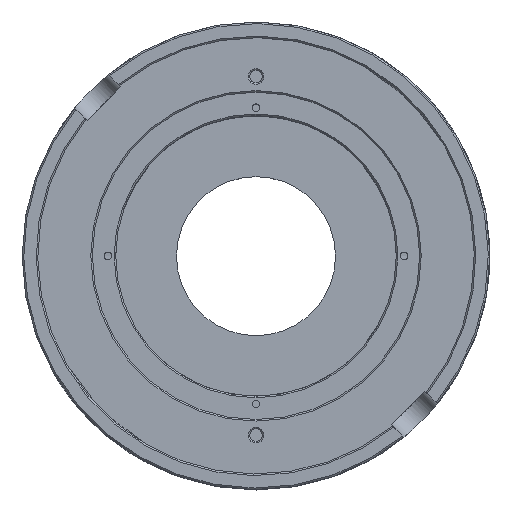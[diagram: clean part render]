
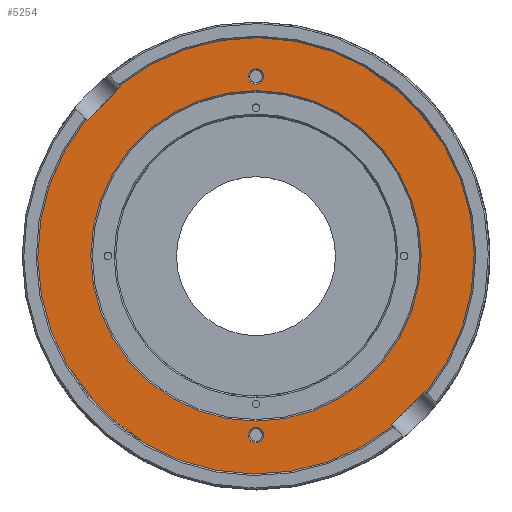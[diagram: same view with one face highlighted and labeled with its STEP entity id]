
A CAD part, top view. The second image highlights one B-rep face of the part: STEP entity #5254.
In plain terms, the highlighted planar face has unit normal (0, 0, 1).
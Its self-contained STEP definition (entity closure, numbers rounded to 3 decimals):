
#39=PLANE('',#5568);
#177=LINE('',#7142,#274);
#182=LINE('',#7150,#279);
#184=LINE('',#7162,#281);
#204=LINE('',#7882,#301);
#205=LINE('',#7884,#302);
#206=LINE('',#7886,#303);
#274=VECTOR('',#6023,1000.);
#279=VECTOR('',#6030,1000.);
#281=VECTOR('',#6034,1000.);
#301=VECTOR('',#6160,1000.);
#302=VECTOR('',#6161,1000.);
#303=VECTOR('',#6162,1000.);
#365=CIRCLE('',#5494,70.);
#413=CIRCLE('',#5569,70.);
#414=CIRCLE('',#5570,53.);
#415=CIRCLE('',#5571,2.5);
#416=CIRCLE('',#5572,2.5);
#754=ORIENTED_EDGE('',*,*,#1449,.F.);
#755=ORIENTED_EDGE('',*,*,#1580,.T.);
#756=ORIENTED_EDGE('',*,*,#1581,.F.);
#757=ORIENTED_EDGE('',*,*,#1582,.T.);
#758=ORIENTED_EDGE('',*,*,#1583,.F.);
#759=ORIENTED_EDGE('',*,*,#1479,.T.);
#760=ORIENTED_EDGE('',*,*,#1474,.F.);
#761=ORIENTED_EDGE('',*,*,#1483,.T.);
#762=ORIENTED_EDGE('',*,*,#1584,.T.);
#763=ORIENTED_EDGE('',*,*,#1585,.T.);
#764=ORIENTED_EDGE('',*,*,#1586,.T.);
#1449=EDGE_CURVE('',#1877,#1878,#365,.T.);
#1474=EDGE_CURVE('',#1901,#1902,#177,.T.);
#1479=EDGE_CURVE('',#1903,#1902,#182,.T.);
#1483=EDGE_CURVE('',#1901,#1878,#184,.T.);
#1580=EDGE_CURVE('',#1877,#1995,#204,.T.);
#1581=EDGE_CURVE('',#1996,#1995,#205,.T.);
#1582=EDGE_CURVE('',#1996,#1997,#206,.T.);
#1583=EDGE_CURVE('',#1903,#1997,#413,.T.);
#1584=EDGE_CURVE('',#1998,#1998,#414,.T.);
#1585=EDGE_CURVE('',#1999,#1999,#415,.T.);
#1586=EDGE_CURVE('',#2000,#2000,#416,.T.);
#1877=VERTEX_POINT('',#7043);
#1878=VERTEX_POINT('',#7045);
#1901=VERTEX_POINT('',#7141);
#1902=VERTEX_POINT('',#7143);
#1903=VERTEX_POINT('',#7147);
#1995=VERTEX_POINT('',#7883);
#1996=VERTEX_POINT('',#7885);
#1997=VERTEX_POINT('',#7887);
#1998=VERTEX_POINT('',#7890);
#1999=VERTEX_POINT('',#7892);
#2000=VERTEX_POINT('',#7894);
#2398=EDGE_LOOP('',(#754,#755,#756,#757,#758,#759,#760,#761));
#2399=EDGE_LOOP('',(#762));
#2400=EDGE_LOOP('',(#763));
#2401=EDGE_LOOP('',(#764));
#2884=FACE_BOUND('',#2398,.T.);
#2885=FACE_BOUND('',#2399,.T.);
#2886=FACE_BOUND('',#2400,.T.);
#2887=FACE_BOUND('',#2401,.T.);
#5254=ADVANCED_FACE('',(#2884,#2885,#2886,#2887),#39,.F.);
#5494=AXIS2_PLACEMENT_3D('',#7044,#5977,#5978);
#5568=AXIS2_PLACEMENT_3D('',#7881,#6158,#6159);
#5569=AXIS2_PLACEMENT_3D('',#7888,#6163,#6164);
#5570=AXIS2_PLACEMENT_3D('',#7889,#6165,#6166);
#5571=AXIS2_PLACEMENT_3D('',#7891,#6167,#6168);
#5572=AXIS2_PLACEMENT_3D('',#7893,#6169,#6170);
#5977=DIRECTION('',(0.,0.,-1.));
#5978=DIRECTION('',(1.,0.,0.));
#6023=DIRECTION('',(0.707,0.707,0.));
#6030=DIRECTION('',(0.707,-0.707,0.));
#6034=DIRECTION('',(-0.707,0.707,0.));
#6158=DIRECTION('',(0.,0.,-1.));
#6159=DIRECTION('',(-1.,0.,0.));
#6160=DIRECTION('',(-0.707,0.707,0.));
#6161=DIRECTION('',(-0.707,-0.707,0.));
#6162=DIRECTION('',(0.707,-0.707,0.));
#6163=DIRECTION('',(0.,0.,-1.));
#6164=DIRECTION('',(1.,0.,0.));
#6165=DIRECTION('',(0.,0.,-1.));
#6166=DIRECTION('',(-1.,0.,0.));
#6167=DIRECTION('',(0.,0.,-1.));
#6168=DIRECTION('',(-1.,0.,0.));
#6169=DIRECTION('',(0.,0.,-1.));
#6170=DIRECTION('',(-1.,0.,0.));
#7043=CARTESIAN_POINT('',(43.811,-54.595,59.8));
#7044=CARTESIAN_POINT('',(0.,0.,59.8));
#7045=CARTESIAN_POINT('',(-54.595,43.811,59.8));
#7141=CARTESIAN_POINT('',(-54.182,43.399,59.8));
#7142=CARTESIAN_POINT('',(-48.79,48.79,59.8));
#7143=CARTESIAN_POINT('',(-43.399,54.182,59.8));
#7147=CARTESIAN_POINT('',(-43.811,54.595,59.8));
#7150=CARTESIAN_POINT('',(5.392,5.392,59.8));
#7162=CARTESIAN_POINT('',(-5.392,-5.392,59.8));
#7881=CARTESIAN_POINT('',(0.,0.,59.8));
#7882=CARTESIAN_POINT('',(-5.392,-5.392,59.8));
#7883=CARTESIAN_POINT('',(43.399,-54.182,59.8));
#7884=CARTESIAN_POINT('',(48.79,-48.79,59.8));
#7885=CARTESIAN_POINT('',(54.182,-43.399,59.8));
#7886=CARTESIAN_POINT('',(5.392,5.392,59.8));
#7887=CARTESIAN_POINT('',(54.595,-43.811,59.8));
#7888=CARTESIAN_POINT('',(0.,0.,59.8));
#7889=CARTESIAN_POINT('',(0.,0.,59.8));
#7890=CARTESIAN_POINT('',(-53.,0.,59.8));
#7891=CARTESIAN_POINT('',(0.,-57.5,59.8));
#7892=CARTESIAN_POINT('',(-2.5,-57.5,59.8));
#7893=CARTESIAN_POINT('',(0.,57.5,59.8));
#7894=CARTESIAN_POINT('',(-2.5,57.5,59.8));
